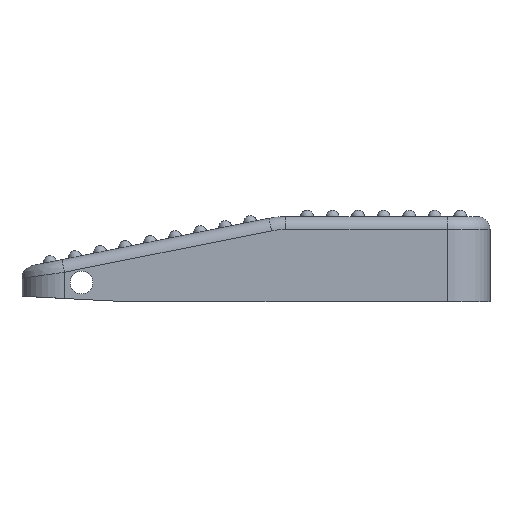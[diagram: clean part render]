
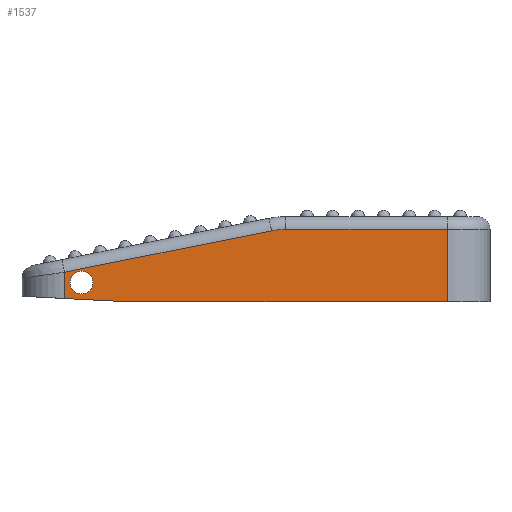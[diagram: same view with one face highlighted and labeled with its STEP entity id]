
A CAD part, front view. The second image highlights one B-rep face of the part: STEP entity #1537.
In plain terms, the highlighted planar face has unit normal (0, -1, 0).
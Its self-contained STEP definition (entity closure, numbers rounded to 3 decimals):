
#20=FACE_BOUND('',#254,.T.);
#54=PLANE('',#1752);
#161=FACE_OUTER_BOUND('',#253,.T.);
#253=EDGE_LOOP('',(#1222,#1223,#1224,#1225,#1226,#1227,#1228));
#254=EDGE_LOOP('',(#1229));
#347=LINE('',#2685,#433);
#354=LINE('',#2700,#440);
#358=LINE('',#2710,#444);
#359=LINE('',#2712,#445);
#360=LINE('',#2714,#446);
#361=LINE('',#2717,#447);
#433=VECTOR('',#2186,10.);
#440=VECTOR('',#2201,10.);
#444=VECTOR('',#2211,10.);
#445=VECTOR('',#2212,10.);
#446=VECTOR('',#2213,10.);
#447=VECTOR('',#2216,10.);
#576=CIRCLE('',#1738,2.65);
#579=CIRCLE('',#1753,17.);
#712=VERTEX_POINT('',#2655);
#724=VERTEX_POINT('',#2682);
#725=VERTEX_POINT('',#2684);
#729=VERTEX_POINT('',#2699);
#732=VERTEX_POINT('',#2709);
#733=VERTEX_POINT('',#2711);
#734=VERTEX_POINT('',#2713);
#735=VERTEX_POINT('',#2715);
#905=EDGE_CURVE('',#712,#712,#576,.T.);
#918=EDGE_CURVE('',#725,#724,#347,.T.);
#926=EDGE_CURVE('',#725,#729,#354,.T.);
#931=EDGE_CURVE('',#732,#724,#358,.T.);
#932=EDGE_CURVE('',#732,#733,#359,.T.);
#933=EDGE_CURVE('',#734,#733,#360,.T.);
#934=EDGE_CURVE('',#735,#734,#579,.T.);
#935=EDGE_CURVE('',#729,#735,#361,.T.);
#1222=ORIENTED_EDGE('',*,*,#918,.T.);
#1223=ORIENTED_EDGE('',*,*,#931,.F.);
#1224=ORIENTED_EDGE('',*,*,#932,.T.);
#1225=ORIENTED_EDGE('',*,*,#933,.F.);
#1226=ORIENTED_EDGE('',*,*,#934,.F.);
#1227=ORIENTED_EDGE('',*,*,#935,.F.);
#1228=ORIENTED_EDGE('',*,*,#926,.F.);
#1229=ORIENTED_EDGE('',*,*,#905,.T.);
#1537=ADVANCED_FACE('',(#161,#20),#54,.T.);
#1738=AXIS2_PLACEMENT_3D('',#2657,#2163,#2164);
#1752=AXIS2_PLACEMENT_3D('',#2708,#2209,#2210);
#1753=AXIS2_PLACEMENT_3D('',#2716,#2214,#2215);
#2163=DIRECTION('center_axis',(0.,1.,0.));
#2164=DIRECTION('ref_axis',(-1.,0.,0.));
#2186=DIRECTION('',(0.999,0.,-0.052));
#2201=DIRECTION('',(0.,0.,1.));
#2209=DIRECTION('center_axis',(0.,-1.,0.));
#2210=DIRECTION('ref_axis',(1.,0.,0.));
#2211=DIRECTION('',(-1.,0.,0.));
#2212=DIRECTION('',(0.,0.,1.));
#2213=DIRECTION('',(1.,0.,0.));
#2214=DIRECTION('center_axis',(0.,1.,0.));
#2215=DIRECTION('ref_axis',(-0.099,0.,0.995));
#2216=DIRECTION('',(0.981,0.,0.196));
#2655=CARTESIAN_POINT('',(-145.562,230.98,5.));
#2657=CARTESIAN_POINT('Origin',(-148.212,230.98,5.));
#2682=CARTESIAN_POINT('',(-137.613,230.98,0.5));
#2684=CARTESIAN_POINT('',(-152.212,230.98,1.265));
#2685=CARTESIAN_POINT('',(-149.879,230.98,1.143));
#2699=CARTESIAN_POINT('',(-152.212,230.98,7.44));
#2700=CARTESIAN_POINT('',(-152.212,230.98,0.5));
#2708=CARTESIAN_POINT('Origin',(-162.212,230.98,0.5));
#2709=CARTESIAN_POINT('',(-62.208,230.98,0.5));
#2710=CARTESIAN_POINT('',(-152.212,230.98,0.5));
#2711=CARTESIAN_POINT('',(-62.208,230.98,17.5));
#2712=CARTESIAN_POINT('',(-62.208,230.98,0.5));
#2713=CARTESIAN_POINT('',(-100.227,230.98,17.5));
#2714=CARTESIAN_POINT('',(-134.711,230.98,17.5));
#2715=CARTESIAN_POINT('',(-103.561,230.98,17.17));
#2716=CARTESIAN_POINT('Origin',(-100.227,230.98,0.5));
#2717=CARTESIAN_POINT('',(-162.392,230.98,5.404));
